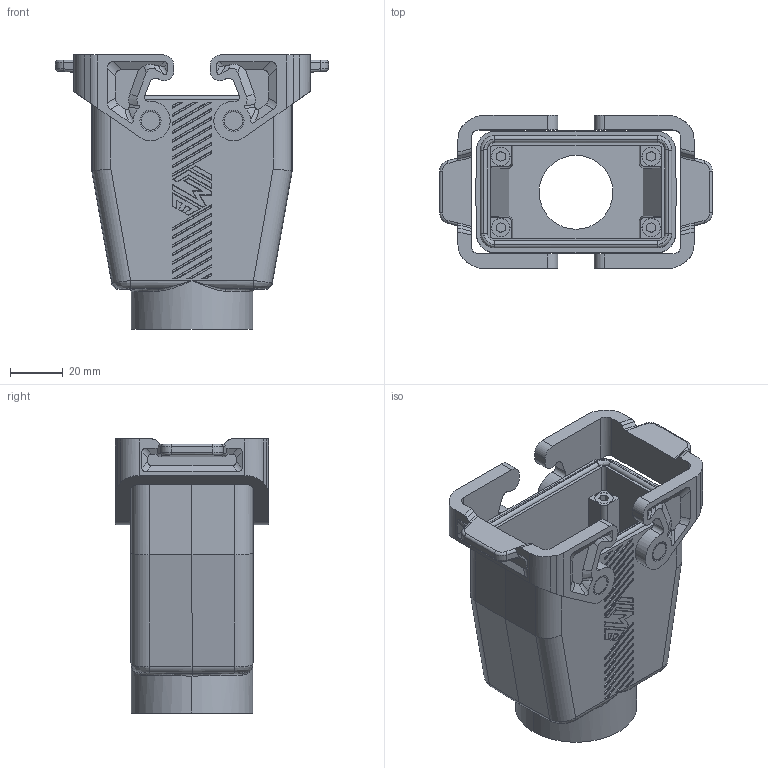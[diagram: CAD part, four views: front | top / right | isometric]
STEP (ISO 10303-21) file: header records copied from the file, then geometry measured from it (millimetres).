
FILE_DESCRIPTION(('Creo Elements/Direct Modeling STEP Export'),'2;1');
FILE_NAME('37jbk2e5h1nu5qr5648','2022-02-03T15:56:47',(''),(''),'Creo Elements/Direct Modeling STEP processor for AP214 (Solid Model)','Creo Elements/Direct Modeling 20.1B 02-Apr-2019 (C) Parametric Technology GmbH','');
FILE_SCHEMA(('AUTOMOTIVE_DESIGN { 1 0 10303 214 1 1 1 1 }'));
Length unit declared in the file: millimetre
Products named in the file (2): TAVH 10 G32
Assembly tree (1 placements, depth 2):
  TAVH 10 G32
    TAVH 10 G32
Bounding box: 103.5 x 58 x 103.9 mm (x, y, z)
Volume: 133649.5 mm3; surface area: 51030.7 mm2
Topology: 1 solids, 1 shells, 664 faces, 1722 edges, 1124 vertices
Faces by surface type: cylinder 362, plane 240, bspline 32, torus 20, cone 10
Entity records: 34254 total; most frequent: CARTESIAN_POINT 12753, ORIENTED_EDGE 3436, DIRECTION 3294, EDGE_CURVE 1718, AXIS2_PLACEMENT_3D 1127, VERTEX_POINT 1124, VECTOR 1040, LINE 1040
